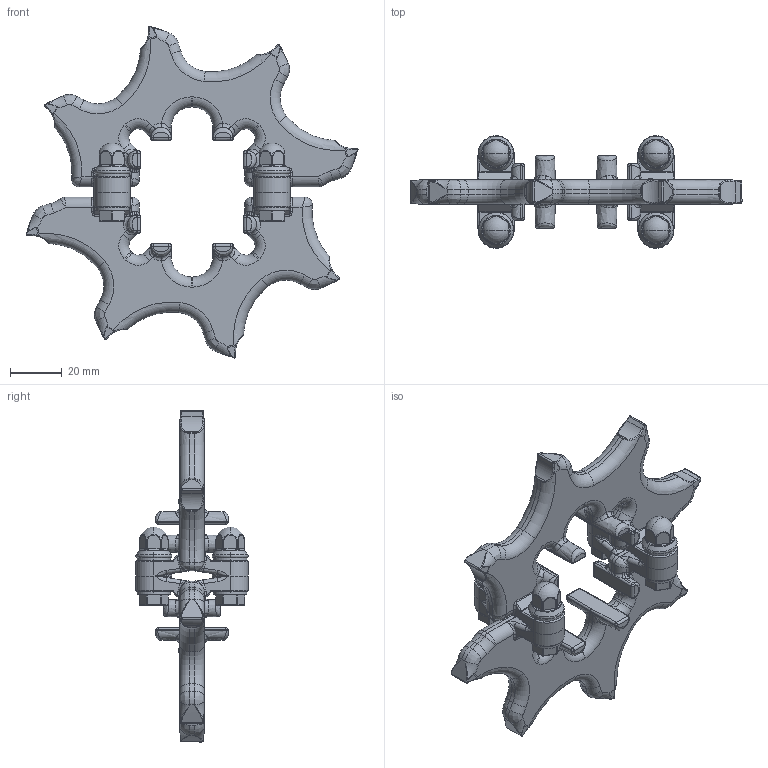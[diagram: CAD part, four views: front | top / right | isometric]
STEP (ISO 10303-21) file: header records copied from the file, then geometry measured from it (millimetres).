
FILE_DESCRIPTION((''),'2;1');
FILE_NAME('UNI_2P-HYG_MPB_Z8_T1_40_ASM','2019-02-12T08:37:21',('MTH'),(''),'CREO PARAMETRIC BY PTC INC, 2018420','CREO PARAMETRIC BY PTC INC, 2018420','');
FILE_SCHEMA(('AUTOMOTIVE_DESIGN { 1 0 10303 214 1 1 1 1 }'));
Products named in the file (5): T0495; WASHER; DIN931_M6_A4; DOME_ISO1587_M6; UNI_2P-HYG_MPB_Z8_T1_40_ASM
Assembly tree (18 placements, depth 2):
  UNI_2P-HYG_MPB_Z8_T1_40_ASM
    T0495  x2
    WASHER  x8
    DIN931_M6_A4  x4
    DOME_ISO1587_M6  x4
Bounding box: 128.76 x 43.6 x 128.76 mm (x, y, z)
Volume: 82480.2 mm3; surface area: 35930 mm2
Topology: 18 solids, 22 shells, 1882 faces, 4510 edges, 2678 vertices
Faces by surface type: bspline 760, cylinder 568, plane 250, torus 188, sphere 60, cone 56
Entity records: 55552 total; most frequent: CARTESIAN_POINT 32599, ORIENTED_EDGE 3574, DIRECTION 3125, EDGE_CURVE 1789, PRESENTATION_STYLE_ASSIGNMENT 1602, STYLED_ITEM 1602, CURVE_STYLE 1601, AXIS2_PLACEMENT_3D 1322
